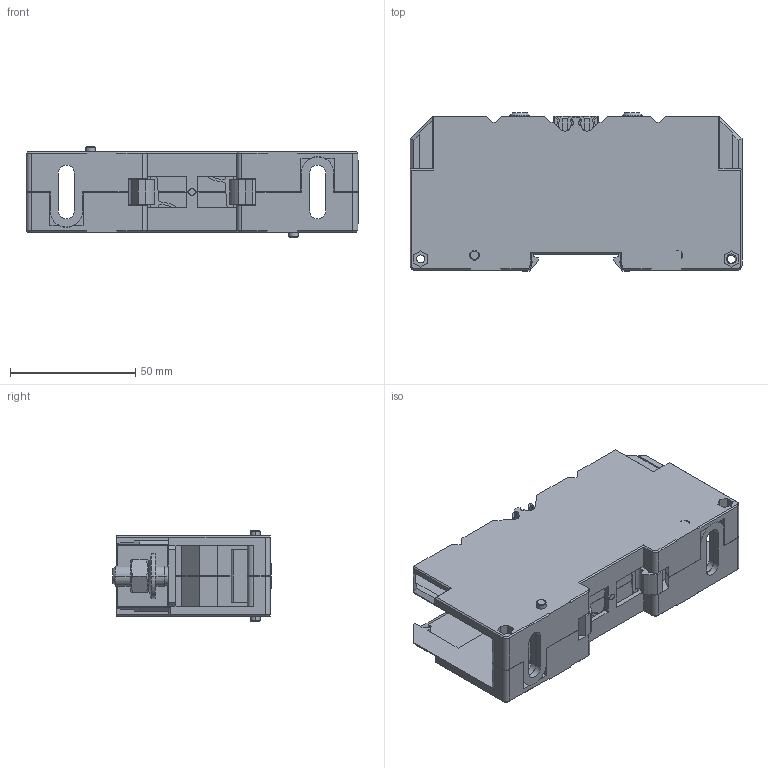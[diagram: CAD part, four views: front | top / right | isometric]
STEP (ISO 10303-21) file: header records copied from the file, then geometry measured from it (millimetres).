
FILE_DESCRIPTION((''),'2;1');
FILE_NAME('5YB580021_ASM','2023-02-15T',('dell'),(''),'PRO/ENGINEER BY PARAMETRIC TECHNOLOGY CORPORATION, 2013230','PRO/ENGINEER BY PARAMETRIC TECHNOLOGY CORPORATION, 2013230','');
FILE_SCHEMA(('CONFIG_CONTROL_DESIGN'));
Length unit declared in the file: millimetre
Products named in the file (1): 5YB580021_ASM
Bounding box: 132.5 x 63.1 x 36 mm (x, y, z)
Volume: 135734.6 mm3; surface area: 57446.5 mm2
Topology: 3 solids, 11 shells, 1128 faces, 3194 edges, 2098 vertices
Faces by surface type: plane 804, cylinder 244, cone 56, torus 24
Entity records: 36552 total; most frequent: CARTESIAN_POINT 6652, ORIENTED_EDGE 6388, DIRECTION 6054, EDGE_CURVE 3194, VECTOR 2526, LINE 2526, VERTEX_POINT 2098, AXIS2_PLACEMENT_3D 1764
